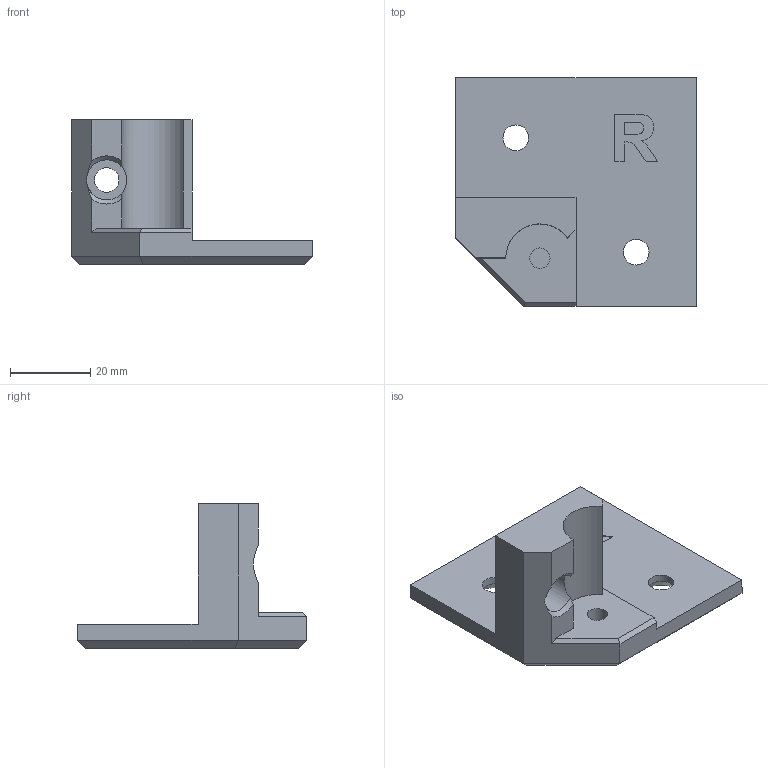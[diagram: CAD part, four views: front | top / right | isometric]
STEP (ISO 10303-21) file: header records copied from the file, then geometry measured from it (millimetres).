
FILE_DESCRIPTION(/* description */ (''),/* implementation_level */ '2;1');
FILE_NAME(/* name */ 'xy_idler_right_3.1.step',/* time_stamp */ '2022-06-06T13:09:11+01:00',/* author */ (''),/* organization */ (''),/* preprocessor_version */ 'ST-DEVELOPER v19',/* originating_system */ 'Autodesk Translation Framework v11.7.0.108',/* authorisation */ '');
FILE_SCHEMA (('AUTOMOTIVE_DESIGN { 1 0 10303 214 3 1 1 }'));
Length unit declared in the file: millimetre
Products named in the file (1): xy_idler_right_3.1
Bounding box: 60 x 57 x 36 mm (x, y, z)
Volume: 27012.6 mm3; surface area: 10933.1 mm2
Topology: 1 solids, 1 shells, 71 faces, 184 edges, 120 vertices
Faces by surface type: plane 44, bspline 16, cylinder 6, cone 5
Full cylindrical faces by diameter (mm): 5.1 x1, 6.1 x1, 6.4 x2, 10 x1
Entity records: 2363 total; most frequent: CARTESIAN_POINT 683, ORIENTED_EDGE 368, DIRECTION 280, EDGE_CURVE 184, LINE 126, VECTOR 126, VERTEX_POINT 120, EDGE_LOOP 82
